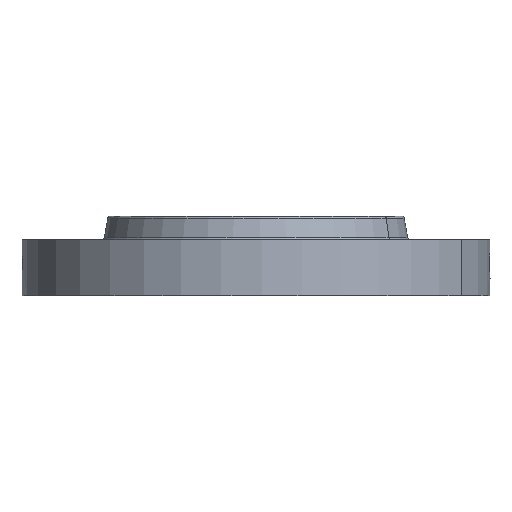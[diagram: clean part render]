
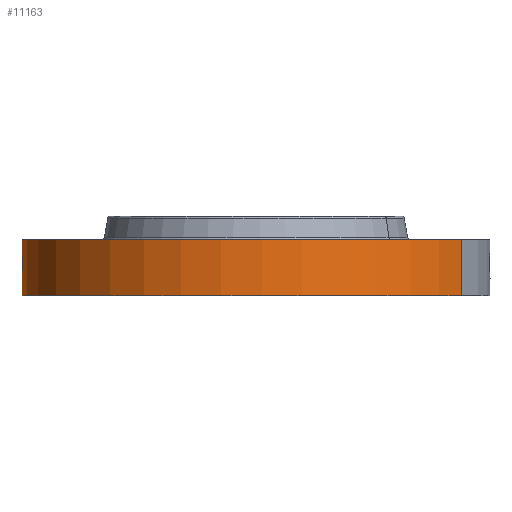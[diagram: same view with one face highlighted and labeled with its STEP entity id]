
A CAD part, left-side view. The second image highlights one B-rep face of the part: STEP entity #11163.
In plain terms, the highlighted cylindrical face has radius 158.75 mm (diameter 317.5 mm), a partial arc.
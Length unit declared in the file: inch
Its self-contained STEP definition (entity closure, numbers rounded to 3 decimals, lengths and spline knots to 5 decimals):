
#10000=AXIS2_PLACEMENT_3D('Circle Axis2P3D',#9998,#9999,$) ;
#10952=AXIS2_PLACEMENT_3D('Cylinder Axis2P3D',#10949,#10950,#10951) ;
#11068=AXIS2_PLACEMENT_3D('Circle Axis2P3D',#11066,#11067,$) ;
#9993=CARTESIAN_POINT('Vertex',(2.99641,5.48489,0.06)) ;
#9995=CARTESIAN_POINT('Vertex',(-2.99641,-5.48489,0.06)) ;
#9998=CARTESIAN_POINT('Axis2P3D Location',(0.,0.,0.06)) ;
#10949=CARTESIAN_POINT('Axis2P3D Location',(0.,0.,1.12)) ;
#10954=CARTESIAN_POINT('Line Origine',(2.99641,5.48489,0.81)) ;
#10958=CARTESIAN_POINT('Vertex',(2.99641,5.48489,1.56)) ;
#10965=CARTESIAN_POINT('Vertex',(-2.99641,-5.48489,1.56)) ;
#10968=CARTESIAN_POINT('Line Origine',(-2.99641,-5.48489,0.81)) ;
#11066=CARTESIAN_POINT('Axis2P3D Location',(0.,0.,1.56)) ;
#11078=CARTESIAN_POINT('Control Point',(-0.06146,6.2497,1.28873)) ;
#11079=CARTESIAN_POINT('Control Point',(-0.04142,6.24989,1.29227)) ;
#11080=CARTESIAN_POINT('Control Point',(-0.02107,6.25,1.29408)) ;
#11081=CARTESIAN_POINT('Control Point',(-0.00072,6.25,1.29412)) ;
#11082=CARTESIAN_POINT('Vertex',(-0.06145,6.2497,1.28874)) ;
#11084=CARTESIAN_POINT('Vertex',(-0.00072,6.25,1.29412)) ;
#11088=CARTESIAN_POINT('Control Point',(-0.06145,6.2497,1.28874)) ;
#11089=CARTESIAN_POINT('Control Point',(-0.0996,6.24932,1.28348)) ;
#11090=CARTESIAN_POINT('Control Point',(-0.1369,6.24859,1.2713)) ;
#11091=CARTESIAN_POINT('Control Point',(-0.17107,6.24766,1.25317)) ;
#11092=CARTESIAN_POINT('Vertex',(-0.17107,6.24766,1.25317)) ;
#11096=CARTESIAN_POINT('Control Point',(-0.02962,6.24993,0.53109)) ;
#11097=CARTESIAN_POINT('Control Point',(-0.08507,6.24967,0.53817)) ;
#11098=CARTESIAN_POINT('Control Point',(-0.1389,6.2488,0.55572)) ;
#11099=CARTESIAN_POINT('Control Point',(-0.18831,6.2474,0.58315)) ;
#11100=CARTESIAN_POINT('Control Point',(-0.27645,6.24416,0.65546)) ;
#11101=CARTESIAN_POINT('Control Point',(-0.33331,6.24118,0.75232)) ;
#11102=CARTESIAN_POINT('Control Point',(-0.35308,6.24003,0.80611)) ;
#11103=CARTESIAN_POINT('Control Point',(-0.36915,6.23909,0.8946)) ;
#11104=CARTESIAN_POINT('Control Point',(-0.36095,6.23957,0.98253)) ;
#11105=CARTESIAN_POINT('Control Point',(-0.35458,6.23994,1.01463)) ;
#11106=CARTESIAN_POINT('Control Point',(-0.33041,6.24131,1.09289)) ;
#11107=CARTESIAN_POINT('Control Point',(-0.28646,6.24353,1.16242)) ;
#11108=CARTESIAN_POINT('Control Point',(-0.25327,6.24503,1.19959)) ;
#11109=CARTESIAN_POINT('Control Point',(-0.21421,6.24648,1.23028)) ;
#11110=CARTESIAN_POINT('Control Point',(-0.17107,6.24766,1.25317)) ;
#11111=CARTESIAN_POINT('Vertex',(-0.02962,6.24993,0.53109)) ;
#11115=CARTESIAN_POINT('Control Point',(-0.02962,6.24993,0.53109)) ;
#11116=CARTESIAN_POINT('Control Point',(-0.01974,6.24998,0.53086)) ;
#11117=CARTESIAN_POINT('Control Point',(-0.00986,6.25,0.53096)) ;
#11118=CARTESIAN_POINT('Control Point',(0.,6.25,0.53137)) ;
#11119=CARTESIAN_POINT('Vertex',(0.,6.25,0.53137)) ;
#11123=CARTESIAN_POINT('Control Point',(0.19391,6.24699,0.58506)) ;
#11124=CARTESIAN_POINT('Control Point',(0.1347,6.24883,0.55255)) ;
#11125=CARTESIAN_POINT('Control Point',(0.0678,6.25,0.53425)) ;
#11126=CARTESIAN_POINT('Control Point',(0.,6.25,0.53137)) ;
#11127=CARTESIAN_POINT('Vertex',(0.19391,6.24699,0.58506)) ;
#11131=CARTESIAN_POINT('Control Point',(0.19391,6.24699,0.58506)) ;
#11132=CARTESIAN_POINT('Control Point',(0.22336,6.24608,0.60124)) ;
#11133=CARTESIAN_POINT('Control Point',(0.25122,6.24504,0.62031)) ;
#11134=CARTESIAN_POINT('Control Point',(0.27708,6.24393,0.64213)) ;
#11135=CARTESIAN_POINT('Control Point',(0.34494,6.24068,0.71269)) ;
#11136=CARTESIAN_POINT('Control Point',(0.38913,6.23794,0.80169)) ;
#11137=CARTESIAN_POINT('Control Point',(0.40517,6.23683,0.86566)) ;
#11138=CARTESIAN_POINT('Control Point',(0.40732,6.23675,0.97956)) ;
#11139=CARTESIAN_POINT('Control Point',(0.36819,6.23918,1.08414)) ;
#11140=CARTESIAN_POINT('Control Point',(0.34434,6.2406,1.12551)) ;
#11141=CARTESIAN_POINT('Control Point',(0.27483,6.24427,1.21151)) ;
#11142=CARTESIAN_POINT('Control Point',(0.18052,6.24777,1.26763)) ;
#11143=CARTESIAN_POINT('Control Point',(0.12139,6.24927,1.28831)) ;
#11144=CARTESIAN_POINT('Control Point',(0.06023,6.25,1.29711)) ;
#11145=CARTESIAN_POINT('Control Point',(-0.00003,6.25,1.29415)) ;
#11146=CARTESIAN_POINT('Vertex',(-0.00003,6.25,1.29415)) ;
#11150=CARTESIAN_POINT('Control Point',(-0.00072,6.25,1.29412)) ;
#11151=CARTESIAN_POINT('Control Point',(-0.00037,6.25,1.29414)) ;
#11152=CARTESIAN_POINT('Control Point',(-0.00003,6.25,1.29415)) ;
#9999=DIRECTION('Axis2P3D Direction',(0.,0.,-0.039)) ;
#10950=DIRECTION('Axis2P3D Direction',(0.,0.,-0.039)) ;
#10951=DIRECTION('Axis2P3D XDirection',(-0.019,-0.035,0.)) ;
#10955=DIRECTION('Vector Direction',(0.,0.,-0.039)) ;
#10969=DIRECTION('Vector Direction',(0.,0.,-0.039)) ;
#11067=DIRECTION('Axis2P3D Direction',(0.,0.,-0.039)) ;
#10956=VECTOR('Line Direction',#10955,0.03937) ;
#10970=VECTOR('Line Direction',#10969,0.03937) ;
#11072=ORIENTED_EDGE('',*,*,#10002,.F.) ;
#11073=ORIENTED_EDGE('',*,*,#10972,.T.) ;
#11074=ORIENTED_EDGE('',*,*,#11070,.T.) ;
#11075=ORIENTED_EDGE('',*,*,#10960,.F.) ;
#11155=ORIENTED_EDGE('',*,*,#11086,.F.) ;
#11156=ORIENTED_EDGE('',*,*,#11094,.T.) ;
#11157=ORIENTED_EDGE('',*,*,#11113,.F.) ;
#11158=ORIENTED_EDGE('',*,*,#11121,.T.) ;
#11159=ORIENTED_EDGE('',*,*,#11129,.F.) ;
#11160=ORIENTED_EDGE('',*,*,#11148,.T.) ;
#11161=ORIENTED_EDGE('',*,*,#11153,.F.) ;
#11162=FACE_BOUND('',#11154,.T.) ;
#11163=ADVANCED_FACE('PartBody',(#11076,#11162),#10953,.T.) ;
#11077=B_SPLINE_CURVE_WITH_KNOTS('',3,(#11078,#11079,#11080,#11081),.UNSPECIFIED.,.F.,.U.,(4,4),(4.26355,6.52163),.UNSPECIFIED.) ;
#11087=B_SPLINE_CURVE_WITH_KNOTS('',3,(#11088,#11089,#11090,#11091),.UNSPECIFIED.,.F.,.U.,(4,4),(0.,4.32784),.UNSPECIFIED.) ;
#11095=B_SPLINE_CURVE_WITH_KNOTS('',5,(#11096,#11097,#11098,#11099,#11100,#11101,#11102,#11103,#11104,#11105,#11106,#11107,#11108,#11109,#11110),.UNSPECIFIED.,.F.,.U.,(6,3,3,3,6),(0.,9.71432,19.93761,25.96324,35.07043),.UNSPECIFIED.) ;
#11114=B_SPLINE_CURVE_WITH_KNOTS('',3,(#11115,#11116,#11117,#11118),.UNSPECIFIED.,.F.,.U.,(4,4),(0.,1.03064),.UNSPECIFIED.) ;
#11122=B_SPLINE_CURVE_WITH_KNOTS('',3,(#11123,#11124,#11125,#11126),.UNSPECIFIED.,.F.,.U.,(4,4),(0.,7.08528),.UNSPECIFIED.) ;
#11130=B_SPLINE_CURVE_WITH_KNOTS('',5,(#11131,#11132,#11133,#11134,#11135,#11136,#11137,#11138,#11139,#11140,#11141,#11142,#11143,#11144,#11145),.UNSPECIFIED.,.F.,.U.,(6,3,3,3,6),(0.,5.87429,17.01547,25.37621,36.63941),.UNSPECIFIED.) ;
#11149=B_SPLINE_CURVE_WITH_KNOTS('',2,(#11150,#11151,#11152),.UNSPECIFIED.,.F.,.U.,(3,3),(1.0716,1.09742),.UNSPECIFIED.) ;
#10001=CIRCLE('generated circle',#10000,6.25) ;
#11069=CIRCLE('generated circle',#11068,6.25) ;
#10953=CYLINDRICAL_SURFACE('generated cylinder',#10952,6.25) ;
#10002=EDGE_CURVE('',#9996,#9994,#10001,.T.) ;
#10960=EDGE_CURVE('',#9994,#10959,#10957,.F.) ;
#10972=EDGE_CURVE('',#9996,#10966,#10971,.F.) ;
#11070=EDGE_CURVE('',#10966,#10959,#11069,.T.) ;
#11086=EDGE_CURVE('',#11083,#11085,#11077,.T.) ;
#11094=EDGE_CURVE('',#11083,#11093,#11087,.T.) ;
#11113=EDGE_CURVE('',#11112,#11093,#11095,.T.) ;
#11121=EDGE_CURVE('',#11112,#11120,#11114,.T.) ;
#11129=EDGE_CURVE('',#11128,#11120,#11122,.T.) ;
#11148=EDGE_CURVE('',#11128,#11147,#11130,.T.) ;
#11153=EDGE_CURVE('',#11085,#11147,#11149,.T.) ;
#11071=EDGE_LOOP('',(#11072,#11073,#11074,#11075)) ;
#11154=EDGE_LOOP('',(#11155,#11156,#11157,#11158,#11159,#11160,#11161)) ;
#11076=FACE_OUTER_BOUND('',#11071,.T.) ;
#10957=LINE('Line',#10954,#10956) ;
#10971=LINE('Line',#10968,#10970) ;
#9994=VERTEX_POINT('',#9993) ;
#9996=VERTEX_POINT('',#9995) ;
#10959=VERTEX_POINT('',#10958) ;
#10966=VERTEX_POINT('',#10965) ;
#11083=VERTEX_POINT('',#11082) ;
#11085=VERTEX_POINT('',#11084) ;
#11093=VERTEX_POINT('',#11092) ;
#11112=VERTEX_POINT('',#11111) ;
#11120=VERTEX_POINT('',#11119) ;
#11128=VERTEX_POINT('',#11127) ;
#11147=VERTEX_POINT('',#11146) ;
